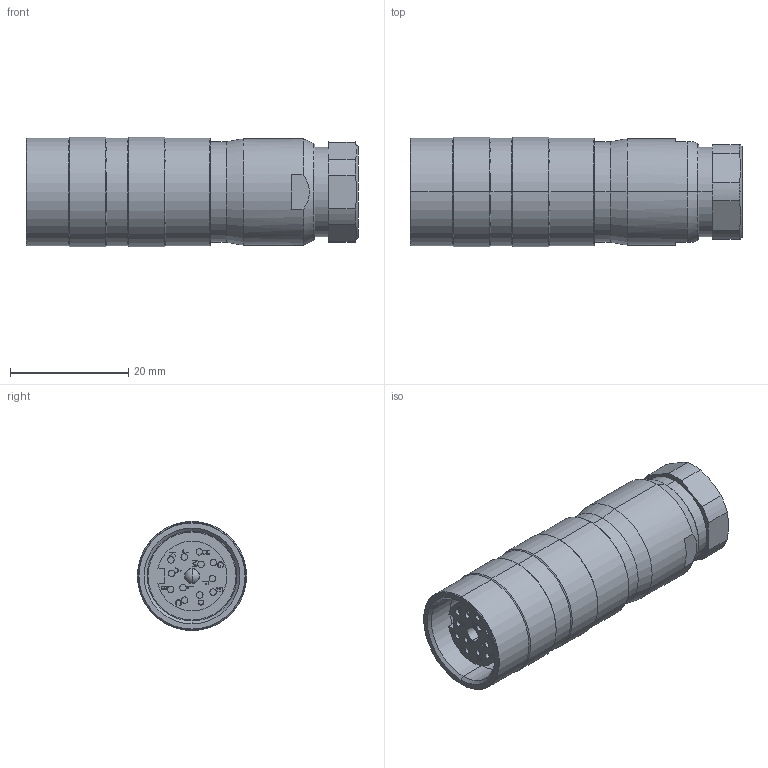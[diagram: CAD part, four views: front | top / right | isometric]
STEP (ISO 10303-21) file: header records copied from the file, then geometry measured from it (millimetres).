
FILE_DESCRIPTION (( 'STEP AP214' ), '1' );
FILE_NAME ('220-CON12-AIR.STEP', '2023-03-27T07:36:48', ( '' ), ( '' ), 'SwSTEP 2.0', 'SolidWorks 2017', '' );
FILE_SCHEMA (( 'AUTOMOTIVE_DESIGN' ));
Length unit declared in the file: millimetre
Products named in the file (1): 220-CON12-AIR
Bounding box: 56.21 x 18.5 x 18.5 mm (x, y, z)
Volume: 13019.3 mm3; surface area: 4459.5 mm2
Topology: 1 solids, 1 shells, 280 faces, 687 edges, 446 vertices
Faces by surface type: plane 153, cylinder 60, bspline 43, cone 22, torus 2
Entity records: 10722 total; most frequent: CARTESIAN_POINT 4255, ORIENTED_EDGE 1370, DIRECTION 1218, EDGE_CURVE 685, LINE 448, VECTOR 448, VERTEX_POINT 446, AXIS2_PLACEMENT_3D 385
